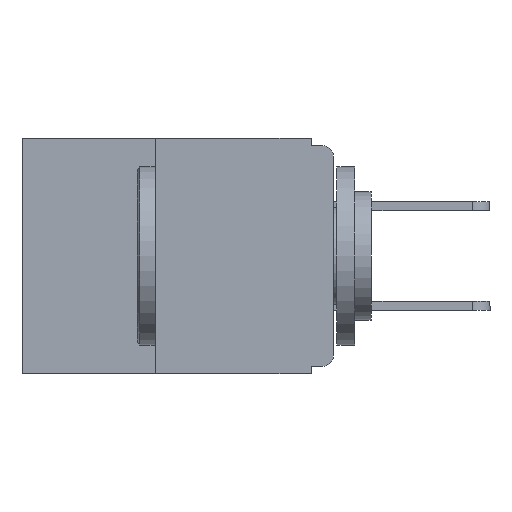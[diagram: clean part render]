
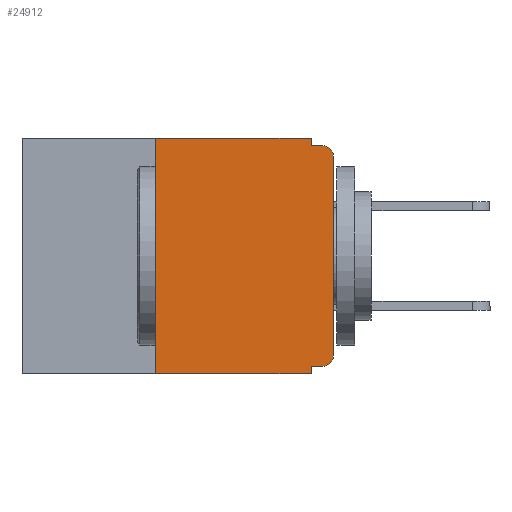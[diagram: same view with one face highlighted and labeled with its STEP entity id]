
A CAD part, left-side view. The second image highlights one B-rep face of the part: STEP entity #24912.
In plain terms, the highlighted planar face has unit normal (-1, 0, 0).
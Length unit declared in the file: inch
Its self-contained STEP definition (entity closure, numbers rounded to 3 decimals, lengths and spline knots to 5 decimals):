
#1150 = EDGE_CURVE ( 'NONE', #1959, #13142, #21398, .T. ) ;
#1486 = DIRECTION ( 'NONE',  ( 0., 1., 0. ) ) ;
#1514 = DIRECTION ( 'NONE',  ( 0., -1., 0. ) ) ;
#1870 = VECTOR ( 'NONE', #15229, 39.37008 ) ;
#1959 = VERTEX_POINT ( 'NONE', #21941 ) ;
#2506 = EDGE_LOOP ( 'NONE', ( #13410, #22396, #6512, #8617, #11240, #21208, #18336, #6474, #3409, #21153 ) ) ;
#3206 = CARTESIAN_POINT ( 'NONE',  ( 0., 0.031, -0.33 ) ) ;
#3409 = ORIENTED_EDGE ( 'NONE', *, *, #26187, .F. ) ;
#3551 = CARTESIAN_POINT ( 'NONE',  ( 0., 0.437, 0. ) ) ;
#3613 = CARTESIAN_POINT ( 'NONE',  ( 0., 0., -0.01 ) ) ;
#4072 = CARTESIAN_POINT ( 'NONE',  ( 0., 0.031, 0. ) ) ;
#4167 = CARTESIAN_POINT ( 'NONE',  ( 0., 0.015, -0.025 ) ) ;
#4591 = LINE ( 'NONE', #13473, #16517 ) ;
#4790 = VECTOR ( 'NONE', #18272, 39.37008 ) ;
#4902 = LINE ( 'NONE', #11654, #28994 ) ;
#4955 = VERTEX_POINT ( 'NONE', #28960 ) ;
#5342 = CARTESIAN_POINT ( 'NONE',  ( 0., 0.437, -0.33 ) ) ;
#5471 = VECTOR ( 'NONE', #6825, 39.37008 ) ;
#5981 = DIRECTION ( 'NONE',  ( 1., 0., 0. ) ) ;
#5992 = EDGE_CURVE ( 'NONE', #1959, #8493, #30262, .T. ) ;
#6474 = ORIENTED_EDGE ( 'NONE', *, *, #28472, .F. ) ;
#6512 = ORIENTED_EDGE ( 'NONE', *, *, #8419, .F. ) ;
#6576 = DIRECTION ( 'NONE',  ( 0., 0., -1. ) ) ;
#6825 = DIRECTION ( 'NONE',  ( 0., 0., 1. ) ) ;
#7023 = CARTESIAN_POINT ( 'NONE',  ( 0., 0.25, -0.33 ) ) ;
#7369 = AXIS2_PLACEMENT_3D ( 'NONE', #3551, #5981, #22461 ) ;
#7924 = VECTOR ( 'NONE', #8437, 39.37008 ) ;
#8419 = EDGE_CURVE ( 'NONE', #10914, #19575, #26558, .T. ) ;
#8437 = DIRECTION ( 'NONE',  ( 0., -1., 0. ) ) ;
#8493 = VERTEX_POINT ( 'NONE', #29548 ) ;
#8617 = ORIENTED_EDGE ( 'NONE', *, *, #10807, .F. ) ;
#8882 = VECTOR ( 'NONE', #26727, 39.37008 ) ;
#9559 = CARTESIAN_POINT ( 'NONE',  ( 0., 0., -0.305 ) ) ;
#10558 = CIRCLE ( 'NONE', #18533, 0.015 ) ;
#10561 = AXIS2_PLACEMENT_3D ( 'NONE', #26835, #12978, #29098 ) ;
#10807 = EDGE_CURVE ( 'NONE', #26979, #10914, #24996, .T. ) ;
#10914 = VERTEX_POINT ( 'NONE', #14128 ) ;
#11240 = ORIENTED_EDGE ( 'NONE', *, *, #27360, .F. ) ;
#11654 = CARTESIAN_POINT ( 'NONE',  ( 0., 0., 0. ) ) ;
#11755 = CARTESIAN_POINT ( 'NONE',  ( 0., 0.015, -0.01 ) ) ;
#12978 = DIRECTION ( 'NONE',  ( -1., 0., 0. ) ) ;
#13142 = VERTEX_POINT ( 'NONE', #20553 ) ;
#13331 = CARTESIAN_POINT ( 'NONE',  ( 0., 0., -0.32 ) ) ;
#13410 = ORIENTED_EDGE ( 'NONE', *, *, #17898, .T. ) ;
#13473 = CARTESIAN_POINT ( 'NONE',  ( 0., 0.437, 0. ) ) ;
#14128 = CARTESIAN_POINT ( 'NONE',  ( 0., 0.031, -0.01 ) ) ;
#14619 = LINE ( 'NONE', #3206, #1870 ) ;
#14767 = CIRCLE ( 'NONE', #10561, 0.015 ) ;
#15229 = DIRECTION ( 'NONE',  ( 0., 0., -1. ) ) ;
#15388 = EDGE_CURVE ( 'NONE', #28420, #16082, #14767, .T. ) ;
#16082 = VERTEX_POINT ( 'NONE', #9559 ) ;
#16517 = VECTOR ( 'NONE', #1514, 39.37008 ) ;
#17633 = VECTOR ( 'NONE', #1486, 39.37008 ) ;
#17898 = EDGE_CURVE ( 'NONE', #16082, #25140, #4902, .T. ) ;
#18272 = DIRECTION ( 'NONE',  ( 0., 0., -1. ) ) ;
#18336 = ORIENTED_EDGE ( 'NONE', *, *, #1150, .T. ) ;
#18533 = AXIS2_PLACEMENT_3D ( 'NONE', #4167, #20710, #6576 ) ;
#19575 = VERTEX_POINT ( 'NONE', #11755 ) ;
#20071 = EDGE_CURVE ( 'NONE', #25140, #19575, #10558, .T. ) ;
#20553 = CARTESIAN_POINT ( 'NONE',  ( 0., 0.031, -0.33 ) ) ;
#20710 = DIRECTION ( 'NONE',  ( -1., 0., 0. ) ) ;
#21153 = ORIENTED_EDGE ( 'NONE', *, *, #15388, .T. ) ;
#21208 = ORIENTED_EDGE ( 'NONE', *, *, #5992, .F. ) ;
#21398 = LINE ( 'NONE', #5342, #8882 ) ;
#21941 = CARTESIAN_POINT ( 'NONE',  ( 0., 0.25, -0.33 ) ) ;
#22396 = ORIENTED_EDGE ( 'NONE', *, *, #20071, .T. ) ;
#22461 = DIRECTION ( 'NONE',  ( 0., 0., -1. ) ) ;
#23058 = CARTESIAN_POINT ( 'NONE',  ( 0., 0.031, 0. ) ) ;
#23271 = DIRECTION ( 'NONE',  ( 0., 0., 1. ) ) ;
#24912 = ADVANCED_FACE ( 'NONE', ( #26039 ), #29198, .F. ) ;
#24996 = LINE ( 'NONE', #4072, #4790 ) ;
#25140 = VERTEX_POINT ( 'NONE', #27833 ) ;
#26039 = FACE_OUTER_BOUND ( 'NONE', #2506, .T. ) ;
#26187 = EDGE_CURVE ( 'NONE', #28420, #4955, #29850, .T. ) ;
#26558 = LINE ( 'NONE', #3613, #7924 ) ;
#26619 = CARTESIAN_POINT ( 'NONE',  ( 0., 0.015, -0.32 ) ) ;
#26727 = DIRECTION ( 'NONE',  ( 0., -1., 0. ) ) ;
#26835 = CARTESIAN_POINT ( 'NONE',  ( 0., 0.015, -0.305 ) ) ;
#26979 = VERTEX_POINT ( 'NONE', #23058 ) ;
#27360 = EDGE_CURVE ( 'NONE', #8493, #26979, #4591, .T. ) ;
#27833 = CARTESIAN_POINT ( 'NONE',  ( 0., 0., -0.025 ) ) ;
#28420 = VERTEX_POINT ( 'NONE', #26619 ) ;
#28472 = EDGE_CURVE ( 'NONE', #4955, #13142, #14619, .T. ) ;
#28960 = CARTESIAN_POINT ( 'NONE',  ( 0., 0.031, -0.32 ) ) ;
#28994 = VECTOR ( 'NONE', #23271, 39.37008 ) ;
#29098 = DIRECTION ( 'NONE',  ( 0., 0., -1. ) ) ;
#29198 = PLANE ( 'NONE',  #7369 ) ;
#29548 = CARTESIAN_POINT ( 'NONE',  ( 0., 0.25, 0. ) ) ;
#29850 = LINE ( 'NONE', #13331, #17633 ) ;
#30262 = LINE ( 'NONE', #7023, #5471 ) ;
